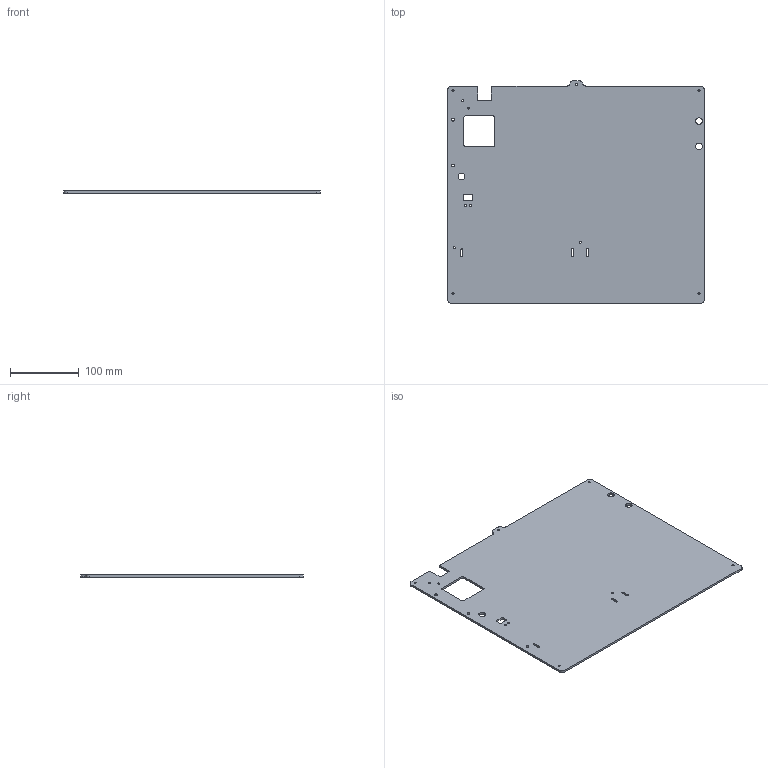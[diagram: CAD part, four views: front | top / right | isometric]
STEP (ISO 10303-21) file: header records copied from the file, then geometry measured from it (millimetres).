
FILE_DESCRIPTION(/* description */ (''),/* implementation_level */ '2;1');
FILE_NAME(/* name */ 'back panel.stp',/* time_stamp */ '2020-11-19T20:18:45+03:00',/* author */ ('Max'),/* organization */ (''),/* preprocessor_version */ 'ST-DEVELOPER v16.5',/* originating_system */ 'Autodesk Inventor 2017',/* authorisation */ '');
FILE_SCHEMA (('AUTOMOTIVE_DESIGN { 1 0 10303 214 3 1 1 }'));
Length unit declared in the file: millimetre
Products named in the file (1): боковая  \X2\043F0430043D0435

Bounding box: 374 x 325 x 3 mm (x, y, z)
Volume: 347038.8 mm3; surface area: 237189.2 mm2
Topology: 1 solids, 1 shells, 70 faces, 209 edges, 141 vertices
Faces by surface type: cylinder 42, plane 28
Full cylindrical faces by diameter (mm): 2.9 x2, 3 x5, 3.2 x4, 4 x2, 9.5 x2, 9.9 x1
Entity records: 2420 total; most frequent: DIRECTION 424, CARTESIAN_POINT 400, ORIENTED_EDGE 376, EDGE_CURVE 188, AXIS2_PLACEMENT_3D 160, VERTEX_POINT 136, EDGE_LOOP 128, LINE 104
